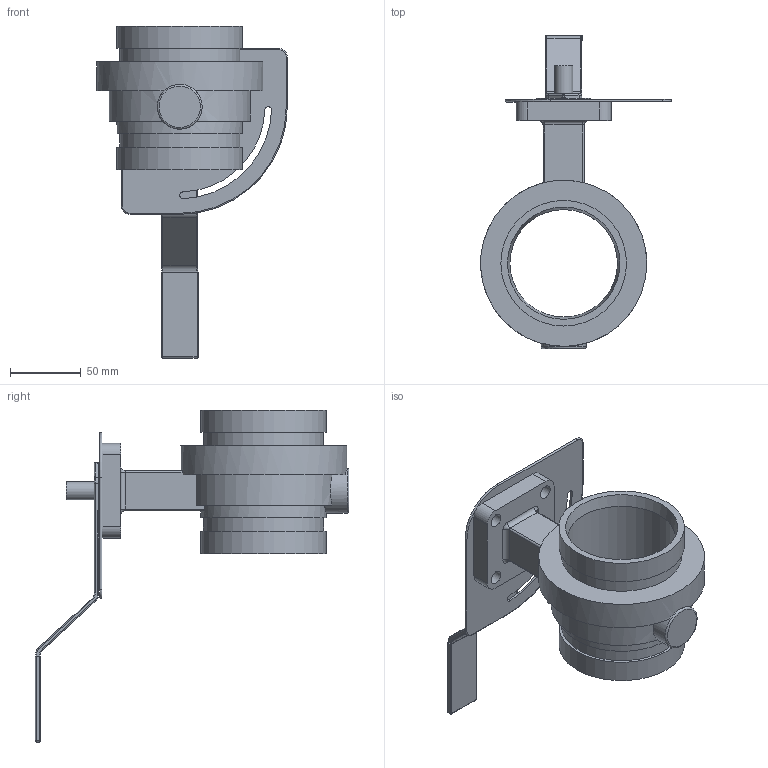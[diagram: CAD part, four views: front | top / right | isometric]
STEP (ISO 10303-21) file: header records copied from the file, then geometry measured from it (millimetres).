
FILE_DESCRIPTION (( 'STEP AP214' ), '1' );
FILE_NAME ('V100-AK-088 Typ E461 DN80 300 Ø88.9 1901.STEP', '2019-01-02T14:46:40', ( '' ), ( '' ), 'SwSTEP 2.0', 'SolidWorks 2016', '' );
FILE_SCHEMA (( 'AUTOMOTIVE_DESIGN' ));
Length unit declared in the file: millimetre
Products named in the file (1): V100-AK-088 Typ E461 DN80 300 Ø88.9 1901
Bounding box: 134.97 x 222.11 x 234.95 mm (x, y, z)
Volume: 422592.3 mm3; surface area: 118976.5 mm2
Topology: 1 solids, 2 shells, 326 faces, 807 edges, 521 vertices
Faces by surface type: plane 130, bspline 96, cylinder 73, torus 19, sphere 6, cone 2
Full cylindrical faces by diameter (mm): 8.331 x4, 9.652 x4, 12.7 x2, 31.75 x1, 38.1 x1, 54.102 x1, 76.2 x1, 84.938 x2, 88.9 x3, 117.602 x1
Entity records: 18939 total; most frequent: CARTESIAN_POINT 8218, ORIENTED_EDGE 1556, DIRECTION 1207, EDGE_CURVE 778, VERTEX_POINT 517, LINE 403, VECTOR 403, AXIS2_PLACEMENT_3D 402
